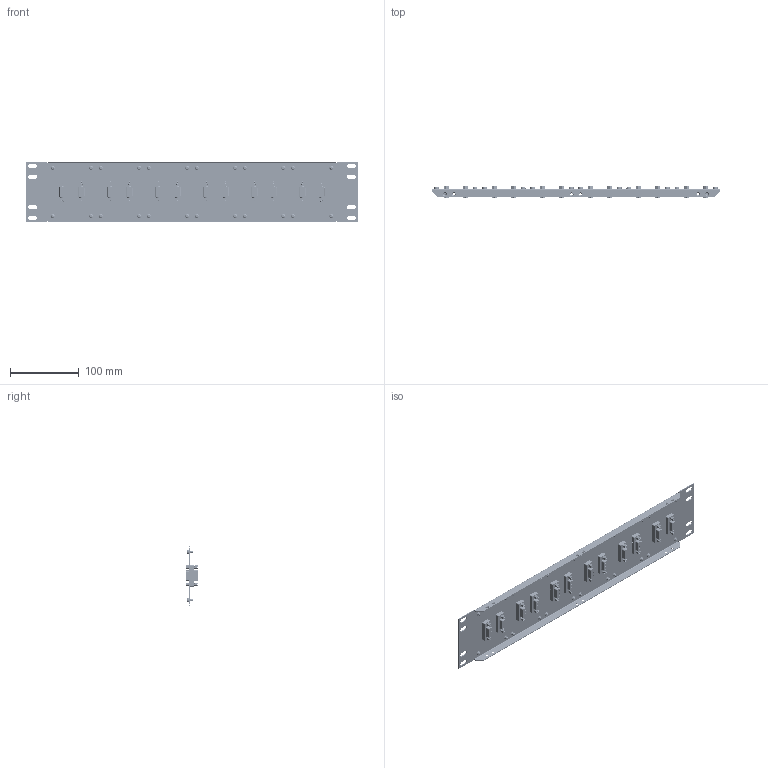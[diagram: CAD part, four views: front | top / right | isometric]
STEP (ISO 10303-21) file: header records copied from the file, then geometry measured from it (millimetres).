
FILE_DESCRIPTION (( 'STEP AP214' ), '1' );
FILE_NAME ('UPR35-2DB9FB.STEP', '2017-05-26T19:34:39', ( 'L-Com' ), ( 'L-Com Global Connectivity' ), 'SwSTEP 2.0', 'SolidWorks 2014', '' );
FILE_SCHEMA (( 'AUTOMOTIVE_DESIGN' ));
Length unit declared in the file: inch
Products named in the file (12): USP232; UPR35-6B-MA1; UPR35-2DB9FB; Pan head phillips_6-32 x .250 PAN HEAD SCREW SS; Pan head phillips_6-32 x .250 PAN HEAD SCREW; USP2DB9F; DGB9F_.040 PANEL OFFSET; 3AA06-001; 3AA05-002; SD9S_with RADIUSED EDGE; DGB9F-MA1_GENDER CHANGER
Assembly tree (42 placements, depth 4):
  UPR35-2DB9FB
    UPR35-6B-MA1
    USP2DB9F  x6
      USP232
        USP232
      DGB9F_.040 PANEL OFFSET
        DGB9F-MA1_GENDER CHANGER
        SD9S_with RADIUSED EDGE  x2
        3AA05-002  x2
        3AA06-001  x2
    Pan head phillips_6-32 x .250 PAN HEAD SCREW  x6
    Pan head phillips_6-32 x .250 PAN HEAD SCREW SS  x18
Bounding box: 482.6 x 18.01 x 88.39 mm (x, y, z)
Volume: 115255.6 mm3; surface area: 169261.4 mm2
Topology: 115 solids, 115 shells, 12986 faces, 34952 edges, 22688 vertices
Faces by surface type: plane 8334, cylinder 1856, bspline 1212, cone 936, torus 408, sphere 240
Entity records: 58889 total; most frequent: CARTESIAN_POINT 13213, ORIENTED_EDGE 7084, DIRECTION 6290, EDGE_CURVE 3542, LINE 2636, VECTOR 2636, VERTEX_POINT 2326, AXIS2_PLACEMENT_3D 1827
